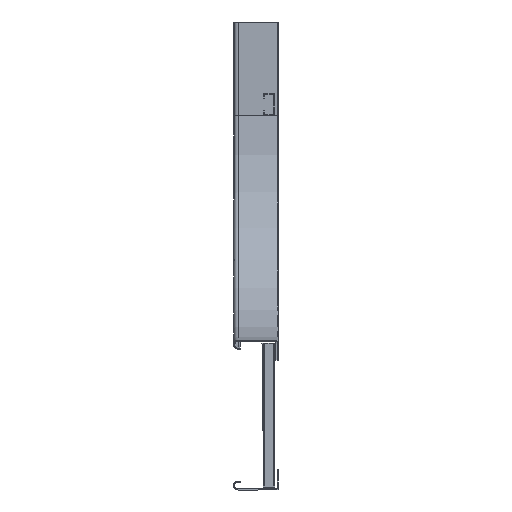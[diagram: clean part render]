
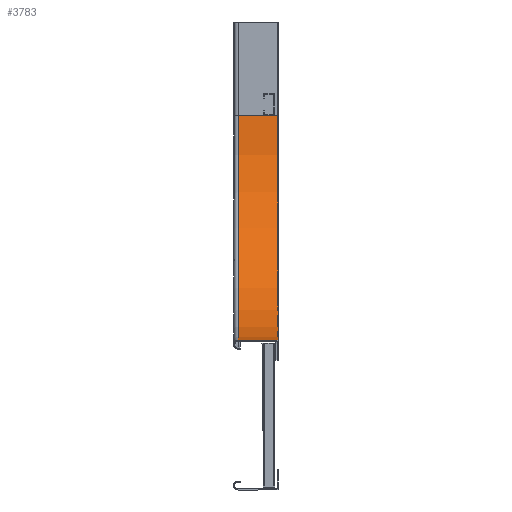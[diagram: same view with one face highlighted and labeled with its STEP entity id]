
A CAD part, left-side view. The second image highlights one B-rep face of the part: STEP entity #3783.
In plain terms, the highlighted cylindrical face has radius 300 mm (diameter 600 mm), a partial arc.
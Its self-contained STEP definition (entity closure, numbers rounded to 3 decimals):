
#86 = LINE ( 'NONE', #3500, #1455 ) ;
#455 = AXIS2_PLACEMENT_3D ( 'NONE', #1388, #5421, #1993 ) ;
#704 = CARTESIAN_POINT ( 'NONE',  ( 300., 0., -425. ) ) ;
#991 = DIRECTION ( 'NONE',  ( 0., -1., 0. ) ) ;
#1020 = ORIENTED_EDGE ( 'NONE', *, *, #6859, .F. ) ;
#1388 = CARTESIAN_POINT ( 'NONE',  ( 300., 54., -125. ) ) ;
#1455 = VECTOR ( 'NONE', #4074, 1000. ) ;
#1767 = ORIENTED_EDGE ( 'NONE', *, *, #5304, .T. ) ;
#1907 = EDGE_CURVE ( 'NONE', #5255, #3587, #7365, .T. ) ;
#1993 = DIRECTION ( 'NONE',  ( -1., 0., 0. ) ) ;
#2149 = CARTESIAN_POINT ( 'NONE',  ( 0., 0., -125. ) ) ;
#2273 = CARTESIAN_POINT ( 'NONE',  ( 300., 0., -425. ) ) ;
#2502 = VERTEX_POINT ( 'NONE', #704 ) ;
#2646 = DIRECTION ( 'NONE',  ( 0., 0., -1. ) ) ;
#2716 = CARTESIAN_POINT ( 'NONE',  ( 0., 54., -125. ) ) ;
#2777 = EDGE_CURVE ( 'NONE', #2502, #3587, #6526, .T. ) ;
#2964 = ORIENTED_EDGE ( 'NONE', *, *, #1907, .F. ) ;
#3138 = VECTOR ( 'NONE', #3937, 1000. ) ;
#3161 = AXIS2_PLACEMENT_3D ( 'NONE', #3212, #4360, #2646 ) ;
#3212 = CARTESIAN_POINT ( 'NONE',  ( 300., 0., -125. ) ) ;
#3236 = AXIS2_PLACEMENT_3D ( 'NONE', #4443, #991, #5016 ) ;
#3500 = CARTESIAN_POINT ( 'NONE',  ( 0., 0., -125. ) ) ;
#3587 = VERTEX_POINT ( 'NONE', #4728 ) ;
#3783 = ADVANCED_FACE ( 'NONE', ( #4035 ), #5364, .F. ) ;
#3937 = DIRECTION ( 'NONE',  ( 0., 1., 0. ) ) ;
#4035 = FACE_OUTER_BOUND ( 'NONE', #7172, .T. ) ;
#4074 = DIRECTION ( 'NONE',  ( 0., 1., 0. ) ) ;
#4360 = DIRECTION ( 'NONE',  ( 0., -1., 0. ) ) ;
#4443 = CARTESIAN_POINT ( 'NONE',  ( 300., 0., -125. ) ) ;
#4483 = ORIENTED_EDGE ( 'NONE', *, *, #2777, .T. ) ;
#4728 = CARTESIAN_POINT ( 'NONE',  ( 300., 54., -425. ) ) ;
#5016 = DIRECTION ( 'NONE',  ( 0., 0., 1. ) ) ;
#5255 = VERTEX_POINT ( 'NONE', #2716 ) ;
#5304 = EDGE_CURVE ( 'NONE', #6618, #2502, #6958, .T. ) ;
#5364 = CYLINDRICAL_SURFACE ( 'NONE', #3161, 300. ) ;
#5421 = DIRECTION ( 'NONE',  ( 0., -1., 0. ) ) ;
#6526 = LINE ( 'NONE', #2273, #3138 ) ;
#6618 = VERTEX_POINT ( 'NONE', #2149 ) ;
#6859 = EDGE_CURVE ( 'NONE', #6618, #5255, #86, .T. ) ;
#6958 = CIRCLE ( 'NONE', #3236, 300. ) ;
#7172 = EDGE_LOOP ( 'NONE', ( #2964, #1020, #1767, #4483 ) ) ;
#7365 = CIRCLE ( 'NONE', #455, 300. ) ;
